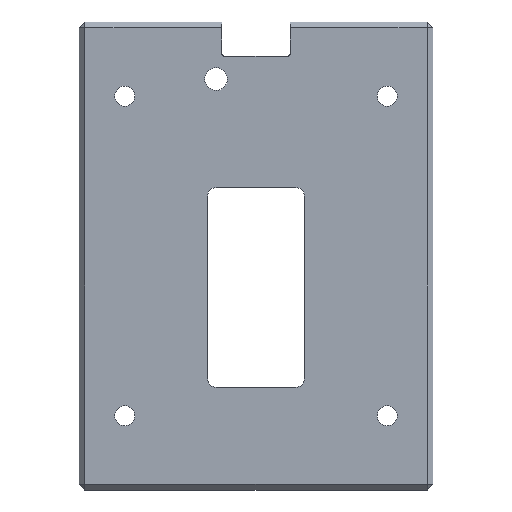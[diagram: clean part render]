
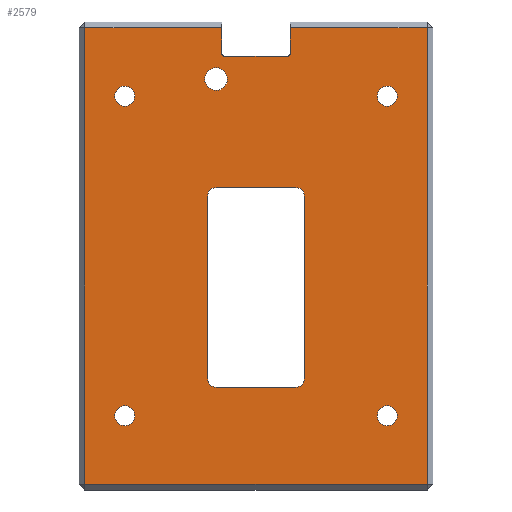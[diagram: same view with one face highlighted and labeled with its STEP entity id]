
A CAD part, top view. The second image highlights one B-rep face of the part: STEP entity #2579.
In plain terms, the highlighted planar face has unit normal (0, 0, 1).
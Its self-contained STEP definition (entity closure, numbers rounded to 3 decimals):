
#38=FACE_BOUND('',#436,.T.);
#39=FACE_BOUND('',#437,.T.);
#40=FACE_BOUND('',#438,.T.);
#41=FACE_BOUND('',#439,.T.);
#42=FACE_BOUND('',#440,.T.);
#43=FACE_BOUND('',#441,.T.);
#146=PLANE('',#2776);
#283=FACE_OUTER_BOUND('',#435,.T.);
#435=EDGE_LOOP('',(#2293,#2294,#2295,#2296,#2297,#2298,#2299,#2300,#2301,
#2302));
#436=EDGE_LOOP('',(#2303,#2304,#2305,#2306,#2307,#2308,#2309,#2310));
#437=EDGE_LOOP('',(#2311));
#438=EDGE_LOOP('',(#2312));
#439=EDGE_LOOP('',(#2313));
#440=EDGE_LOOP('',(#2314));
#441=EDGE_LOOP('',(#2315));
#463=LINE('',#3488,#776);
#473=LINE('',#3512,#786);
#482=LINE('',#3530,#795);
#486=LINE('',#3542,#799);
#493=LINE('',#3556,#806);
#498=LINE('',#3571,#811);
#747=LINE('',#4139,#1060);
#748=LINE('',#4142,#1061);
#752=LINE('',#4154,#1065);
#753=LINE('',#4156,#1066);
#756=LINE('',#4161,#1069);
#757=LINE('',#4162,#1070);
#776=VECTOR('',#2809,1.);
#786=VECTOR('',#2827,1.);
#795=VECTOR('',#2844,1.);
#799=VECTOR('',#2856,1.);
#806=VECTOR('',#2865,1.);
#811=VECTOR('',#2878,1.);
#1060=VECTOR('',#3397,1.);
#1061=VECTOR('',#3400,1.);
#1065=VECTOR('',#3416,1.);
#1066=VECTOR('',#3419,1.);
#1069=VECTOR('',#3426,1.);
#1070=VECTOR('',#3427,1.);
#1092=CIRCLE('',#2617,0.5);
#1094=CIRCLE('',#2625,0.5);
#1095=CIRCLE('',#2629,1.5);
#1097=CIRCLE('',#2633,1.5);
#1100=CIRCLE('',#2637,2.);
#1102=CIRCLE('',#2640,1.75);
#1104=CIRCLE('',#2643,1.75);
#1119=CIRCLE('',#2762,1.75);
#1120=CIRCLE('',#2764,1.5);
#1122=CIRCLE('',#2769,1.5);
#1124=CIRCLE('',#2772,1.75);
#1129=VERTEX_POINT('',#3486);
#1130=VERTEX_POINT('',#3487);
#1138=VERTEX_POINT('',#3505);
#1140=VERTEX_POINT('',#3510);
#1145=VERTEX_POINT('',#3529);
#1148=VERTEX_POINT('',#3537);
#1149=VERTEX_POINT('',#3541);
#1155=VERTEX_POINT('',#3555);
#1157=VERTEX_POINT('',#3561);
#1158=VERTEX_POINT('',#3562);
#1161=VERTEX_POINT('',#3570);
#1163=VERTEX_POINT('',#3576);
#1166=VERTEX_POINT('',#3584);
#1168=VERTEX_POINT('',#3590);
#1170=VERTEX_POINT('',#3596);
#1319=VERTEX_POINT('',#4053);
#1322=VERTEX_POINT('',#4060);
#1339=VERTEX_POINT('',#4122);
#1340=VERTEX_POINT('',#4126);
#1341=VERTEX_POINT('',#4127);
#1345=VERTEX_POINT('',#4137);
#1346=VERTEX_POINT('',#4141);
#1348=VERTEX_POINT('',#4150);
#1361=EDGE_CURVE('',#1129,#1130,#463,.T.);
#1370=EDGE_CURVE('',#1129,#1138,#1092,.T.);
#1373=EDGE_CURVE('',#1140,#1130,#473,.T.);
#1382=EDGE_CURVE('',#1145,#1138,#482,.T.);
#1386=EDGE_CURVE('',#1148,#1145,#1094,.T.);
#1388=EDGE_CURVE('',#1148,#1149,#486,.T.);
#1395=EDGE_CURVE('',#1149,#1155,#493,.T.);
#1398=EDGE_CURVE('',#1157,#1158,#1095,.T.);
#1402=EDGE_CURVE('',#1161,#1158,#498,.T.);
#1405=EDGE_CURVE('',#1161,#1163,#1097,.T.);
#1410=EDGE_CURVE('',#1166,#1166,#1100,.T.);
#1413=EDGE_CURVE('',#1168,#1168,#1102,.T.);
#1416=EDGE_CURVE('',#1170,#1170,#1104,.T.);
#1677=EDGE_CURVE('',#1339,#1339,#1119,.T.);
#1678=EDGE_CURVE('',#1340,#1341,#1120,.T.);
#1684=EDGE_CURVE('',#1157,#1345,#747,.T.);
#1685=EDGE_CURVE('',#1346,#1341,#748,.T.);
#1688=EDGE_CURVE('',#1346,#1345,#1122,.T.);
#1691=EDGE_CURVE('',#1348,#1348,#1124,.T.);
#1692=EDGE_CURVE('',#1319,#1155,#752,.T.);
#1693=EDGE_CURVE('',#1322,#1319,#753,.T.);
#1696=EDGE_CURVE('',#1322,#1140,#756,.T.);
#1697=EDGE_CURVE('',#1340,#1163,#757,.T.);
#2293=ORIENTED_EDGE('',*,*,#1692,.T.);
#2294=ORIENTED_EDGE('',*,*,#1395,.F.);
#2295=ORIENTED_EDGE('',*,*,#1388,.F.);
#2296=ORIENTED_EDGE('',*,*,#1386,.T.);
#2297=ORIENTED_EDGE('',*,*,#1382,.T.);
#2298=ORIENTED_EDGE('',*,*,#1370,.F.);
#2299=ORIENTED_EDGE('',*,*,#1361,.T.);
#2300=ORIENTED_EDGE('',*,*,#1373,.F.);
#2301=ORIENTED_EDGE('',*,*,#1696,.F.);
#2302=ORIENTED_EDGE('',*,*,#1693,.T.);
#2303=ORIENTED_EDGE('',*,*,#1684,.T.);
#2304=ORIENTED_EDGE('',*,*,#1688,.F.);
#2305=ORIENTED_EDGE('',*,*,#1685,.T.);
#2306=ORIENTED_EDGE('',*,*,#1678,.F.);
#2307=ORIENTED_EDGE('',*,*,#1697,.T.);
#2308=ORIENTED_EDGE('',*,*,#1405,.F.);
#2309=ORIENTED_EDGE('',*,*,#1402,.T.);
#2310=ORIENTED_EDGE('',*,*,#1398,.F.);
#2311=ORIENTED_EDGE('',*,*,#1410,.F.);
#2312=ORIENTED_EDGE('',*,*,#1413,.F.);
#2313=ORIENTED_EDGE('',*,*,#1416,.F.);
#2314=ORIENTED_EDGE('',*,*,#1691,.F.);
#2315=ORIENTED_EDGE('',*,*,#1677,.F.);
#2579=ADVANCED_FACE('',(#283,#38,#39,#40,#41,#42,#43),#146,.T.);
#2617=AXIS2_PLACEMENT_3D('',#3506,#2821,#2822);
#2625=AXIS2_PLACEMENT_3D('',#3538,#2851,#2852);
#2629=AXIS2_PLACEMENT_3D('',#3563,#2870,#2871);
#2633=AXIS2_PLACEMENT_3D('',#3577,#2883,#2884);
#2637=AXIS2_PLACEMENT_3D('',#3586,#2893,#2894);
#2640=AXIS2_PLACEMENT_3D('',#3592,#2900,#2901);
#2643=AXIS2_PLACEMENT_3D('',#3598,#2907,#2908);
#2762=AXIS2_PLACEMENT_3D('',#4124,#3383,#3384);
#2764=AXIS2_PLACEMENT_3D('',#4128,#3387,#3388);
#2769=AXIS2_PLACEMENT_3D('',#4147,#3405,#3406);
#2772=AXIS2_PLACEMENT_3D('',#4152,#3412,#3413);
#2776=AXIS2_PLACEMENT_3D('',#4160,#3424,#3425);
#2809=DIRECTION('',(0.,1.,0.));
#2821=DIRECTION('center_axis',(0.,0.,1.));
#2822=DIRECTION('ref_axis',(0.,-1.,0.));
#2827=DIRECTION('',(1.,0.,0.));
#2844=DIRECTION('',(-1.,0.,0.));
#2851=DIRECTION('center_axis',(0.,0.,-1.));
#2852=DIRECTION('ref_axis',(0.,-1.,0.));
#2856=DIRECTION('',(0.,1.,0.));
#2865=DIRECTION('',(1.,0.,0.));
#2870=DIRECTION('center_axis',(0.,0.,1.));
#2871=DIRECTION('ref_axis',(1.,0.,0.));
#2878=DIRECTION('',(1.,0.,0.));
#2883=DIRECTION('center_axis',(0.,0.,1.));
#2884=DIRECTION('ref_axis',(1.,0.,0.));
#2893=DIRECTION('center_axis',(0.,0.,1.));
#2894=DIRECTION('ref_axis',(1.,0.,0.));
#2900=DIRECTION('center_axis',(0.,0.,1.));
#2901=DIRECTION('ref_axis',(1.,0.,0.));
#2907=DIRECTION('center_axis',(0.,0.,1.));
#2908=DIRECTION('ref_axis',(1.,0.,0.));
#3383=DIRECTION('center_axis',(0.,0.,1.));
#3384=DIRECTION('ref_axis',(1.,0.,0.));
#3387=DIRECTION('center_axis',(0.,0.,1.));
#3388=DIRECTION('ref_axis',(1.,0.,0.));
#3397=DIRECTION('',(0.,-1.,0.));
#3400=DIRECTION('',(-1.,0.,0.));
#3405=DIRECTION('center_axis',(0.,0.,1.));
#3406=DIRECTION('ref_axis',(1.,0.,0.));
#3412=DIRECTION('center_axis',(0.,0.,1.));
#3413=DIRECTION('ref_axis',(1.,0.,0.));
#3416=DIRECTION('',(0.,1.,0.));
#3419=DIRECTION('',(1.,0.,0.));
#3424=DIRECTION('center_axis',(0.,0.,1.));
#3425=DIRECTION('ref_axis',(1.,0.,0.));
#3426=DIRECTION('',(0.,1.,0.));
#3427=DIRECTION('',(0.,1.,0.));
#3486=CARTESIAN_POINT('',(-6.,35.5,29.));
#3487=CARTESIAN_POINT('',(-6.,40.,29.));
#3488=CARTESIAN_POINT('',(-6.,2.,29.));
#3505=CARTESIAN_POINT('',(-5.5,35.,29.));
#3506=CARTESIAN_POINT('Origin',(-5.5,35.5,29.));
#3510=CARTESIAN_POINT('',(-30.,40.,29.));
#3512=CARTESIAN_POINT('',(-31.,40.,29.));
#3529=CARTESIAN_POINT('',(5.5,35.,29.));
#3530=CARTESIAN_POINT('',(-18.5,35.,29.));
#3537=CARTESIAN_POINT('',(6.,35.5,29.));
#3538=CARTESIAN_POINT('Origin',(5.5,35.5,29.));
#3541=CARTESIAN_POINT('',(6.,40.,29.));
#3542=CARTESIAN_POINT('',(6.,2.,29.));
#3555=CARTESIAN_POINT('',(30.,40.,29.));
#3556=CARTESIAN_POINT('',(-31.,40.,29.));
#3561=CARTESIAN_POINT('',(8.5,10.5,29.));
#3562=CARTESIAN_POINT('',(7.,12.,29.));
#3563=CARTESIAN_POINT('Origin',(7.,10.5,29.));
#3570=CARTESIAN_POINT('',(-7.,12.,29.));
#3571=CARTESIAN_POINT('',(-19.,12.,29.));
#3576=CARTESIAN_POINT('',(-8.5,10.5,29.));
#3577=CARTESIAN_POINT('Origin',(-7.,10.5,29.));
#3584=CARTESIAN_POINT('',(-9.,31.,29.));
#3586=CARTESIAN_POINT('Origin',(-7.,31.,29.));
#3590=CARTESIAN_POINT('',(21.25,28.,29.));
#3592=CARTESIAN_POINT('Origin',(23.,28.,29.));
#3596=CARTESIAN_POINT('',(-24.75,28.,29.));
#3598=CARTESIAN_POINT('Origin',(-23.,28.,29.));
#4053=CARTESIAN_POINT('',(30.,-40.,29.));
#4060=CARTESIAN_POINT('',(-30.,-40.,29.));
#4122=CARTESIAN_POINT('',(-24.75,-28.,29.));
#4124=CARTESIAN_POINT('Origin',(-23.,-28.,29.));
#4126=CARTESIAN_POINT('',(-8.5,-21.5,29.));
#4127=CARTESIAN_POINT('',(-7.,-23.,29.));
#4128=CARTESIAN_POINT('Origin',(-7.,-21.5,29.));
#4137=CARTESIAN_POINT('',(8.5,-21.5,29.));
#4139=CARTESIAN_POINT('',(8.5,-10.25,29.));
#4141=CARTESIAN_POINT('',(7.,-23.,29.));
#4142=CARTESIAN_POINT('',(-12.,-23.,29.));
#4147=CARTESIAN_POINT('Origin',(7.,-21.5,29.));
#4150=CARTESIAN_POINT('',(21.25,-28.,29.));
#4152=CARTESIAN_POINT('Origin',(23.,-28.,29.));
#4154=CARTESIAN_POINT('',(30.,-41.,29.));
#4156=CARTESIAN_POINT('',(-31.,-40.,29.));
#4160=CARTESIAN_POINT('Origin',(-31.,-41.,29.));
#4161=CARTESIAN_POINT('',(-30.,-41.,29.));
#4162=CARTESIAN_POINT('',(-8.5,-21.25,29.));
